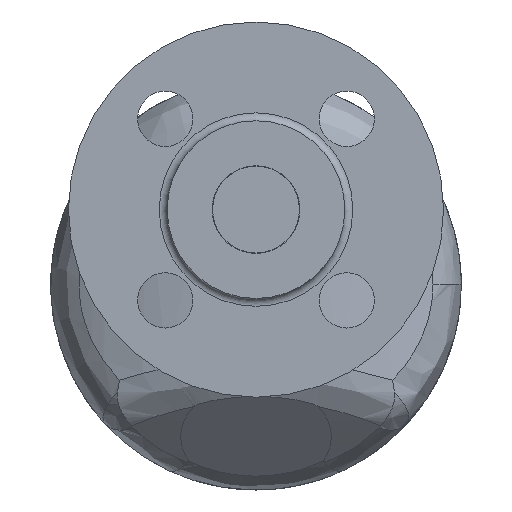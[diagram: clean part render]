
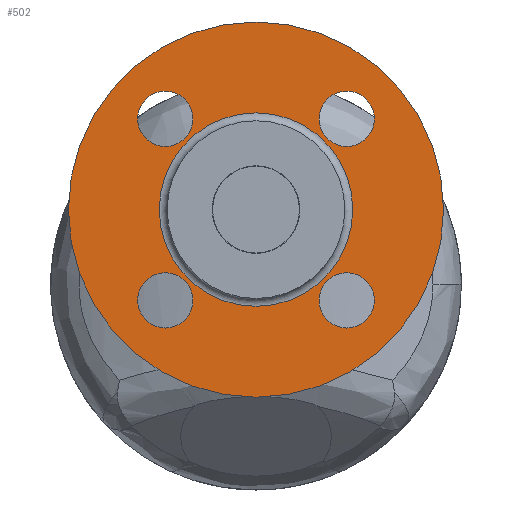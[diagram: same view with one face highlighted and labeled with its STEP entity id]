
A CAD part, left-side view. The second image highlights one B-rep face of the part: STEP entity #502.
In plain terms, the highlighted planar face has unit normal (-1, 0, 0).
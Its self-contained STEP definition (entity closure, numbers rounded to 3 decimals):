
#347=CARTESIAN_POINT('',(-103.,-15.981,41.981));
#348=VERTEX_POINT('',#347);
#349=CARTESIAN_POINT('',(-103.,-22.981,41.981));
#350=DIRECTION('',(1.0,0.0,0.0));
#351=DIRECTION('',(0.0,1.0,0.0));
#352=AXIS2_PLACEMENT_3D('',#349,#350,#351);
#353=CIRCLE('',#352,7.);
#354=EDGE_CURVE('',#348,#348,#353,.T.);
#375=CARTESIAN_POINT('',(-103.0,-22.981,3.019));
#376=VERTEX_POINT('',#375);
#377=CARTESIAN_POINT('',(-103.,-22.981,-3.981));
#378=DIRECTION('',(1.0,0.0,0.0));
#379=DIRECTION('',(0.0,0.0,1.0));
#380=AXIS2_PLACEMENT_3D('',#377,#378,#379);
#381=CIRCLE('',#380,7.);
#382=EDGE_CURVE('',#376,#376,#381,.T.);
#403=CARTESIAN_POINT('',(-103.0,15.981,-3.981));
#404=VERTEX_POINT('',#403);
#405=CARTESIAN_POINT('',(-103.,22.981,-3.981));
#406=DIRECTION('',(1.0,0.0,0.0));
#407=DIRECTION('',(0.0,-1.0,0.0));
#408=AXIS2_PLACEMENT_3D('',#405,#406,#407);
#409=CIRCLE('',#408,7.);
#410=EDGE_CURVE('',#404,#404,#409,.T.);
#431=CARTESIAN_POINT('',(-103.,22.981,34.981));
#432=VERTEX_POINT('',#431);
#433=CARTESIAN_POINT('',(-103.,22.981,41.981));
#434=DIRECTION('',(1.0,0.0,0.0));
#435=DIRECTION('',(0.0,0.0,-1.0));
#436=AXIS2_PLACEMENT_3D('',#433,#434,#435);
#437=CIRCLE('',#436,7.);
#438=EDGE_CURVE('',#432,#432,#437,.T.);
#459=CARTESIAN_POINT('',(-103.,0.,43.5));
#460=VERTEX_POINT('',#459);
#461=CARTESIAN_POINT('',(-103.0,0.0,19.));
#462=DIRECTION('',(1.0,0.0,0.0));
#463=DIRECTION('',(0.0,0.0,-1.0));
#464=AXIS2_PLACEMENT_3D('',#461,#462,#463);
#465=CIRCLE('',#464,24.5);
#466=EDGE_CURVE('',#460,#460,#465,.T.);
#471=CARTESIAN_POINT('',(-103.,0.0,54.));
#472=DIRECTION('',(1.0,0.0,0.0));
#473=DIRECTION('',(0.0,0.0,-1.0));
#474=AXIS2_PLACEMENT_3D('',#471,#472,#473);
#475=PLANE('',#474);
#476=CARTESIAN_POINT('',(-103.,0.0,66.5));
#477=VERTEX_POINT('',#476);
#478=CARTESIAN_POINT('',(-103.,0.0,19.));
#479=DIRECTION('',(-1.0,0.0,0.0));
#480=DIRECTION('',(0.0,0.0,1.0));
#481=AXIS2_PLACEMENT_3D('',#478,#479,#480);
#482=CIRCLE('',#481,47.5);
#483=EDGE_CURVE('',#477,#477,#482,.T.);
#484=ORIENTED_EDGE('',*,*,#483,.T.);
#485=EDGE_LOOP('',(#484));
#486=FACE_OUTER_BOUND('',#485,.T.);
#487=ORIENTED_EDGE('',*,*,#354,.T.);
#488=EDGE_LOOP('',(#487));
#489=FACE_BOUND('',#488,.T.);
#490=ORIENTED_EDGE('',*,*,#382,.T.);
#491=EDGE_LOOP('',(#490));
#492=FACE_BOUND('',#491,.T.);
#493=ORIENTED_EDGE('',*,*,#410,.T.);
#494=EDGE_LOOP('',(#493));
#495=FACE_BOUND('',#494,.T.);
#496=ORIENTED_EDGE('',*,*,#438,.T.);
#497=EDGE_LOOP('',(#496));
#498=FACE_BOUND('',#497,.T.);
#499=ORIENTED_EDGE('',*,*,#466,.T.);
#500=EDGE_LOOP('',(#499));
#501=FACE_BOUND('',#500,.T.);
#502=ADVANCED_FACE('',(#486,#489,#492,#495,#498,#501),#475,.F.);
